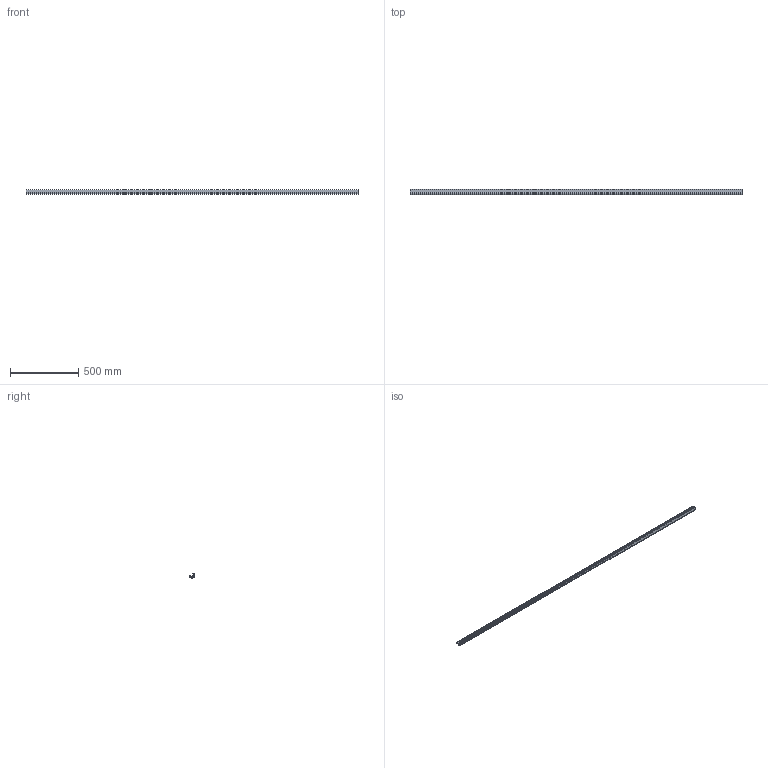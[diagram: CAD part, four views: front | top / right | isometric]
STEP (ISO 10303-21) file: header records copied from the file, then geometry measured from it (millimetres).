
FILE_DESCRIPTION(/* description */ (''),/* implementation_level */ '2;1');
FILE_NAME(/* name */ '64-090-0.stp',/* time_stamp */ '2022-04-14T12:04:31-04:00',/* author */ ('jmurphy'),/* organization */ (''),/* preprocessor_version */ 'ST-DEVELOPER v18.1',/* originating_system */ 'AutoCAD Mechanical',/* authorisation */ '');
FILE_SCHEMA (('AUTOMOTIVE_DESIGN { 1 0 10303 214 3 1 1 }'));
Length unit declared in the file: millimetre
Products named in the file (1): Product
Bounding box: 2440 x 39.5 x 35.18 mm (x, y, z)
Volume: 1050126.3 mm3; surface area: 738230.8 mm2
Topology: 2 solids, 2 shells, 129 faces, 375 edges, 250 vertices
Faces by surface type: plane 102, cylinder 27
Entity records: 4245 total; most frequent: CARTESIAN_POINT 755, ORIENTED_EDGE 750, DIRECTION 689, EDGE_CURVE 375, LINE 321, VECTOR 321, VERTEX_POINT 250, AXIS2_PLACEMENT_3D 184
